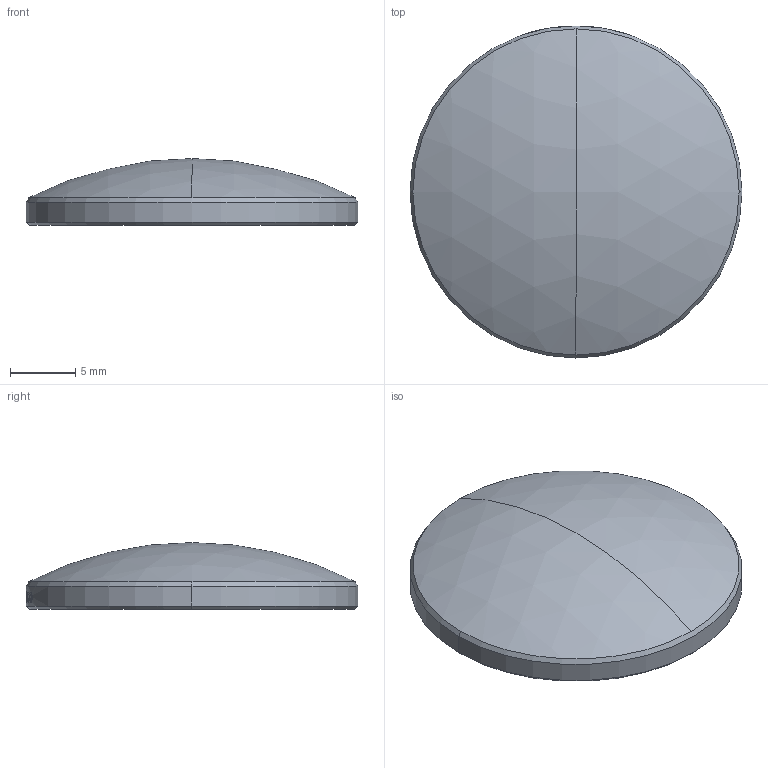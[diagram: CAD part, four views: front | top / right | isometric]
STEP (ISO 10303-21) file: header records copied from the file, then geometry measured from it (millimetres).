
FILE_DESCRIPTION (( 'STEP AP214' ), '1' );
FILE_NAME ('LA4022-E0W.STEP', '2025-03-13T01:35:49', ( '' ), ( '' ), 'SwSTEP 2.0', 'SolidWorks 2022', '' );
FILE_SCHEMA (( 'AUTOMOTIVE_DESIGN' ));
Length unit declared in the file: millimetre
Products named in the file (1): LA4022-E0W
Bounding box: 25.4 x 25.4 x 5.11 mm (x, y, z)
Volume: 1813.1 mm3; surface area: 1185.9 mm2
Topology: 1 solids, 1 shells, 22 faces, 152 edges, 145 vertices
Faces by surface type: cylinder 15, cone 4, sphere 2, plane 1
Entity records: 2295 total; most frequent: CARTESIAN_POINT 928, ORIENTED_EDGE 304, EDGE_CURVE 152, VERTEX_POINT 145, DIRECTION 139, B_SPLINE_CURVE_WITH_KNOTS 94, AXIS2_PLACEMENT_3D 58, EDGE_LOOP 35
